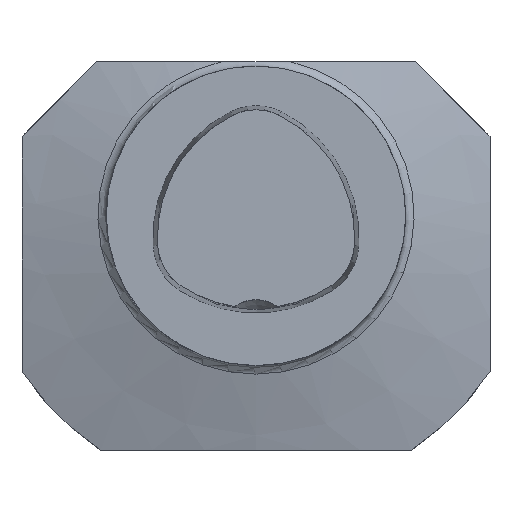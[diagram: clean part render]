
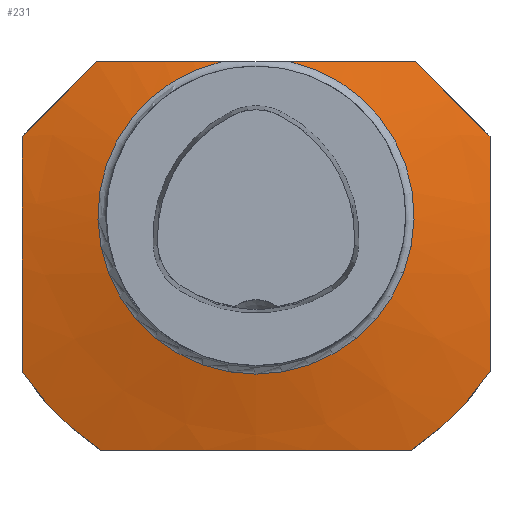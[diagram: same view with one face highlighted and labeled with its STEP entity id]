
A CAD part, top view. The second image highlights one B-rep face of the part: STEP entity #231.
In plain terms, the highlighted conical face has half-angle 75 degrees and reference radius 35 mm.
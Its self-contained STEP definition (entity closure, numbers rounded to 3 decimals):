
#69=CONICAL_SURFACE('',#1599,35.,75.);
#113=FACE_OUTER_BOUND('',#617,.T.);
#170=B_SPLINE_CURVE_WITH_KNOTS('',3,(#2313,#2314,#2315,#2316),
 .UNSPECIFIED.,.F.,.F.,(4,4),(0.,1.),.UNSPECIFIED.);
#171=B_SPLINE_CURVE_WITH_KNOTS('',3,(#2319,#2320,#2321,#2322),
 .UNSPECIFIED.,.F.,.F.,(4,4),(0.,1.),.UNSPECIFIED.);
#172=B_SPLINE_CURVE_WITH_KNOTS('',3,(#2324,#2325,#2326,#2327,#2328,#2329),
 .UNSPECIFIED.,.F.,.F.,(4,2,4),(0.,0.5,1.),.UNSPECIFIED.);
#173=B_SPLINE_CURVE_WITH_KNOTS('',3,(#2330,#2331,#2332,#2333,#2334,#2335),
 .UNSPECIFIED.,.F.,.F.,(4,2,4),(0.,0.5,1.),.UNSPECIFIED.);
#174=B_SPLINE_CURVE_WITH_KNOTS('',3,(#2339,#2340,#2341,#2342,#2343,#2344),
 .UNSPECIFIED.,.F.,.F.,(4,2,4),(0.,0.5,1.),.UNSPECIFIED.);
#175=B_SPLINE_CURVE_WITH_KNOTS('',3,(#2346,#2347,#2348,#2349),
 .UNSPECIFIED.,.F.,.F.,(4,4),(0.,1.),.UNSPECIFIED.);
#176=B_SPLINE_CURVE_WITH_KNOTS('',3,(#2351,#2352,#2353,#2354),
 .UNSPECIFIED.,.F.,.F.,(4,4),(0.,1.),.UNSPECIFIED.);
#231=ADVANCED_FACE('AR_BY_CN_IB_SU_4',(#113),#69,.T.);
#617=EDGE_LOOP('',(#817,#818,#819,#820,#821,#822,#823,#824,#825,#826));
#817=ORIENTED_EDGE('',*,*,#1302,.F.);
#818=ORIENTED_EDGE('',*,*,#1303,.T.);
#819=ORIENTED_EDGE('',*,*,#1304,.F.);
#820=ORIENTED_EDGE('',*,*,#1295,.F.);
#821=ORIENTED_EDGE('',*,*,#1305,.T.);
#822=ORIENTED_EDGE('',*,*,#1306,.F.);
#823=ORIENTED_EDGE('',*,*,#1307,.T.);
#824=ORIENTED_EDGE('',*,*,#1308,.T.);
#825=ORIENTED_EDGE('',*,*,#1309,.F.);
#826=ORIENTED_EDGE('',*,*,#1310,.T.);
#1146=VERTEX_POINT('',#2293);
#1147=VERTEX_POINT('',#2294);
#1152=VERTEX_POINT('',#2317);
#1153=VERTEX_POINT('',#2318);
#1154=VERTEX_POINT('',#2323);
#1155=VERTEX_POINT('',#2336);
#1156=VERTEX_POINT('',#2338);
#1157=VERTEX_POINT('',#2345);
#1158=VERTEX_POINT('',#2350);
#1159=VERTEX_POINT('',#2355);
#1295=EDGE_CURVE('',#1146,#1147,#1457,.T.);
#1302=EDGE_CURVE('',#1152,#1153,#170,.T.);
#1303=EDGE_CURVE('',#1152,#1154,#171,.T.);
#1304=EDGE_CURVE('',#1147,#1154,#172,.T.);
#1305=EDGE_CURVE('',#1146,#1155,#173,.T.);
#1306=EDGE_CURVE('',#1156,#1155,#1460,.T.);
#1307=EDGE_CURVE('',#1156,#1157,#174,.T.);
#1308=EDGE_CURVE('',#1157,#1158,#175,.T.);
#1309=EDGE_CURVE('',#1159,#1158,#176,.T.);
#1310=EDGE_CURVE('',#1159,#1153,#1461,.T.);
#1457=CIRCLE('',#1592,30.);
#1460=CIRCLE('',#1597,30.);
#1461=CIRCLE('',#1598,16.889);
#1592=AXIS2_PLACEMENT_3D('',#2292,#1852,#1853);
#1597=AXIS2_PLACEMENT_3D('',#2337,#1864,#1865);
#1598=AXIS2_PLACEMENT_3D('',#2356,#1866,#1867);
#1599=AXIS2_PLACEMENT_3D('',#2357,#1868,#1869);
#1852=DIRECTION('',(0.,0.,-1.));
#1853=DIRECTION('',(-1.,0.,0.));
#1864=DIRECTION('',(0.,0.,-1.));
#1865=DIRECTION('',(-1.,0.,0.));
#1866=DIRECTION('',(0.,0.,-1.));
#1867=DIRECTION('',(-1.,0.,0.));
#1868=DIRECTION('',(0.,0.,-1.));
#1869=DIRECTION('',(-1.,0.,0.));
#2292=CARTESIAN_POINT('',(0.,0.,-19.672));
#2293=CARTESIAN_POINT('',(-16.583,-25.,-19.672));
#2294=CARTESIAN_POINT('',(-25.,-16.583,-19.672));
#2313=CARTESIAN_POINT('',(-17.,16.5,-17.982));
#2314=CARTESIAN_POINT('',(-12.585,16.5,-17.133));
#2315=CARTESIAN_POINT('',(-8.142,16.5,-16.419));
#2316=CARTESIAN_POINT('',(-3.606,16.5,-16.159));
#2317=CARTESIAN_POINT('',(-17.,16.5,-17.982));
#2318=CARTESIAN_POINT('',(-3.606,16.5,-16.159));
#2319=CARTESIAN_POINT('',(-17.,16.5,-17.982));
#2320=CARTESIAN_POINT('',(-19.677,13.823,-17.997));
#2321=CARTESIAN_POINT('',(-22.343,11.157,-18.264));
#2322=CARTESIAN_POINT('',(-25.,8.5,-18.709));
#2323=CARTESIAN_POINT('',(-25.,8.5,-18.709));
#2324=CARTESIAN_POINT('',(-25.,-16.583,-19.672));
#2325=CARTESIAN_POINT('',(-25.,-12.416,-19.055));
#2326=CARTESIAN_POINT('',(-25.,-8.244,-18.6));
#2327=CARTESIAN_POINT('',(-25.,0.116,-18.241));
#2328=CARTESIAN_POINT('',(-25.,4.305,-18.347));
#2329=CARTESIAN_POINT('',(-25.,8.5,-18.709));
#2330=CARTESIAN_POINT('',(-16.583,-25.,-19.672));
#2331=CARTESIAN_POINT('',(-11.065,-25.,-18.855));
#2332=CARTESIAN_POINT('',(-5.503,-25.,-18.331));
#2333=CARTESIAN_POINT('',(5.555,-25.,-18.334));
#2334=CARTESIAN_POINT('',(11.072,-25.,-18.856));
#2335=CARTESIAN_POINT('',(16.583,-25.,-19.672));
#2336=CARTESIAN_POINT('',(16.583,-25.,-19.672));
#2337=CARTESIAN_POINT('',(0.,0.,-19.672));
#2338=CARTESIAN_POINT('',(25.,-16.583,-19.672));
#2339=CARTESIAN_POINT('',(25.,-16.583,-19.672));
#2340=CARTESIAN_POINT('',(25.,-12.416,-19.055));
#2341=CARTESIAN_POINT('',(25.,-8.244,-18.6));
#2342=CARTESIAN_POINT('',(25.,0.116,-18.241));
#2343=CARTESIAN_POINT('',(25.,4.305,-18.347));
#2344=CARTESIAN_POINT('',(25.,8.5,-18.709));
#2345=CARTESIAN_POINT('',(25.,8.5,-18.709));
#2346=CARTESIAN_POINT('',(25.,8.5,-18.709));
#2347=CARTESIAN_POINT('',(22.343,11.157,-18.264));
#2348=CARTESIAN_POINT('',(19.677,13.823,-17.997));
#2349=CARTESIAN_POINT('',(17.,16.5,-17.982));
#2350=CARTESIAN_POINT('',(17.,16.5,-17.982));
#2351=CARTESIAN_POINT('',(3.606,16.5,-16.159));
#2352=CARTESIAN_POINT('',(8.145,16.5,-16.419));
#2353=CARTESIAN_POINT('',(12.587,16.5,-17.133));
#2354=CARTESIAN_POINT('',(17.,16.5,-17.982));
#2355=CARTESIAN_POINT('',(3.606,16.5,-16.159));
#2356=CARTESIAN_POINT('',(0.,0.,-16.159));
#2357=CARTESIAN_POINT('',(0.,0.,-21.012));
